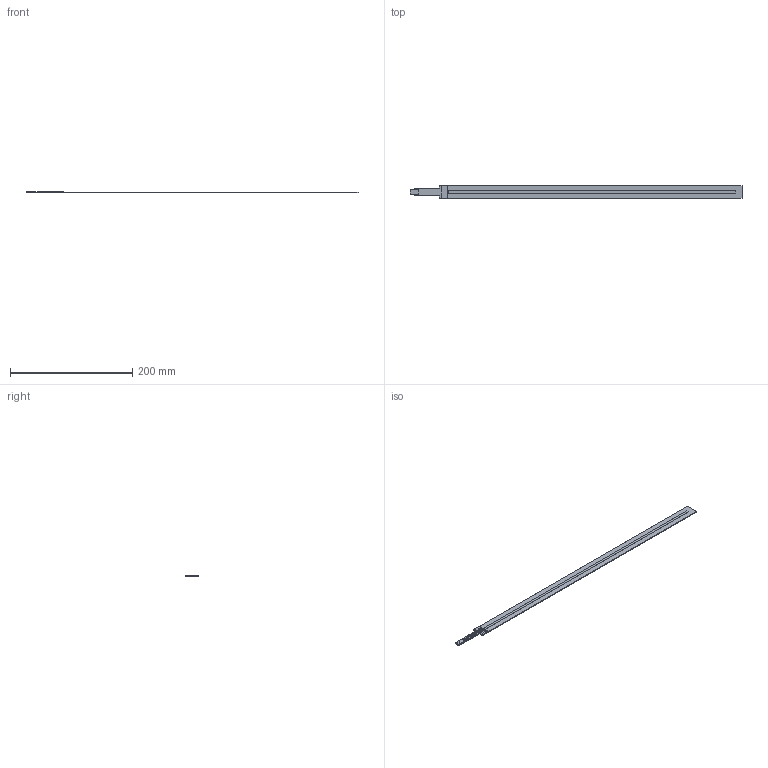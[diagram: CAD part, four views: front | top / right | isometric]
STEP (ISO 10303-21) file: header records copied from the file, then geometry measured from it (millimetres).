
FILE_DESCRIPTION (( 'STEP AP214' ), '1' );
FILE_NAME ('0435_LFP_0450.STEP', '2013-07-15T12:00:05', ( 'dummy' ), ( '' ), 'SwSTEP 2.0', 'SolidWorks 2013', '' );
FILE_SCHEMA (( 'AUTOMOTIVE_DESIGN' ));
Length unit declared in the file: millimetre
Products named in the file (1): 0435_LFP_0450
Bounding box: 543.9 x 21 x 2.76 mm (x, y, z)
Surface area: 32786 mm2 (no closed solid volume)
Topology: 0 solids, 7 shells, 49 faces, 284 edges, 222 vertices
Faces by surface type: plane 47, cylinder 2
Entity records: 3224 total; most frequent: CARTESIAN_POINT 556, DIRECTION 392, ORIENTED_EDGE 364, EDGE_CURVE 284, LINE 276, VECTOR 276, VERTEX_POINT 222, EDGE_LOOP 59
